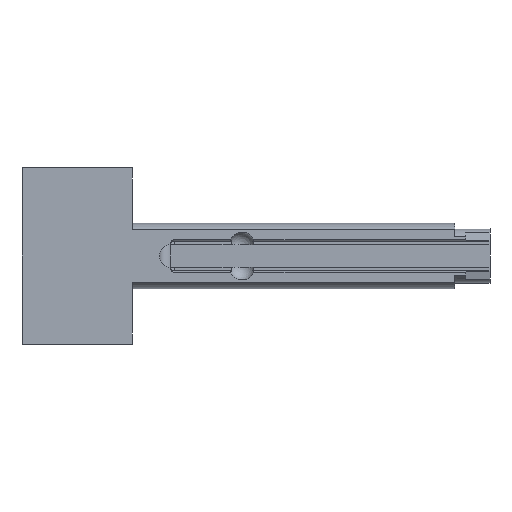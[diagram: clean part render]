
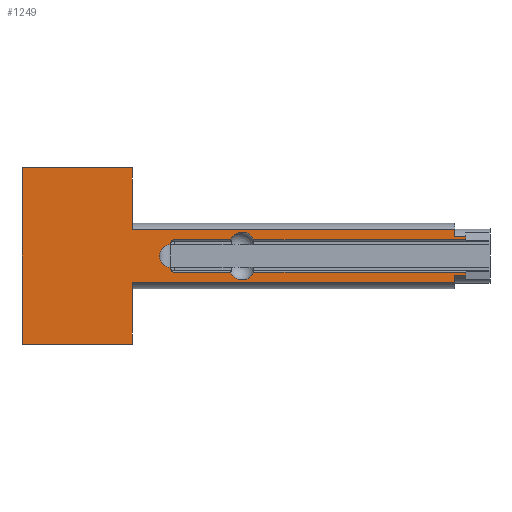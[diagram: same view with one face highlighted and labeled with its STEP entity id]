
A CAD part, left-side view. The second image highlights one B-rep face of the part: STEP entity #1249.
In plain terms, the highlighted planar face has unit normal (-1, 0, 0).
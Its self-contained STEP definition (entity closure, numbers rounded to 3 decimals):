
#19=ELLIPSE('',#1345,0.372,0.35);
#20=ELLIPSE('',#1348,0.372,0.35);
#61=FACE_OUTER_BOUND('',#129,.T.);
#129=EDGE_LOOP('',(#867,#868,#869,#870,#871,#872,#873,#874,#875,#876,#877,
#878,#879,#880,#881,#882,#883,#884,#885,#886,#887,#888,#889,#890,#891,#892,
#893,#894));
#187=LINE('',#1836,#321);
#188=LINE('',#1842,#322);
#191=LINE('',#1848,#325);
#196=LINE('',#1857,#330);
#197=LINE('',#1859,#331);
#200=LINE('',#1868,#334);
#203=LINE('',#1880,#337);
#205=LINE('',#1887,#339);
#207=LINE('',#1895,#341);
#212=LINE('',#1909,#346);
#218=LINE('',#1921,#352);
#219=LINE('',#1923,#353);
#220=LINE('',#1925,#354);
#221=LINE('',#1929,#355);
#222=LINE('',#1933,#356);
#223=LINE('',#1935,#357);
#224=LINE('',#1939,#358);
#225=LINE('',#1943,#359);
#226=LINE('',#1945,#360);
#227=LINE('',#1949,#361);
#228=LINE('',#1953,#362);
#229=LINE('',#1954,#363);
#321=VECTOR('',#1451,10.);
#322=VECTOR('',#1456,10.);
#325=VECTOR('',#1461,10.);
#330=VECTOR('',#1468,10.);
#331=VECTOR('',#1471,10.);
#334=VECTOR('',#1478,10.);
#337=VECTOR('',#1489,10.);
#339=VECTOR('',#1495,10.);
#341=VECTOR('',#1503,10.);
#346=VECTOR('',#1516,10.);
#352=VECTOR('',#1528,10.);
#353=VECTOR('',#1529,10.);
#354=VECTOR('',#1530,10.);
#355=VECTOR('',#1533,10.);
#356=VECTOR('',#1536,10.);
#357=VECTOR('',#1537,10.);
#358=VECTOR('',#1540,10.);
#359=VECTOR('',#1543,10.);
#360=VECTOR('',#1544,10.);
#361=VECTOR('',#1547,10.);
#362=VECTOR('',#1550,10.);
#363=VECTOR('',#1551,10.);
#465=CIRCLE('',#1344,1.164);
#466=CIRCLE('',#1346,0.95);
#467=CIRCLE('',#1347,0.95);
#468=CIRCLE('',#1349,1.164);
#497=VERTEX_POINT('',#1829);
#500=VERTEX_POINT('',#1834);
#502=VERTEX_POINT('',#1839);
#503=VERTEX_POINT('',#1841);
#505=VERTEX_POINT('',#1847);
#508=VERTEX_POINT('',#1855);
#511=VERTEX_POINT('',#1865);
#512=VERTEX_POINT('',#1867);
#517=VERTEX_POINT('',#1879);
#519=VERTEX_POINT('',#1885);
#520=VERTEX_POINT('',#1886);
#523=VERTEX_POINT('',#1894);
#532=VERTEX_POINT('',#1922);
#533=VERTEX_POINT('',#1924);
#534=VERTEX_POINT('',#1926);
#535=VERTEX_POINT('',#1928);
#536=VERTEX_POINT('',#1930);
#537=VERTEX_POINT('',#1932);
#538=VERTEX_POINT('',#1934);
#539=VERTEX_POINT('',#1936);
#540=VERTEX_POINT('',#1938);
#541=VERTEX_POINT('',#1940);
#542=VERTEX_POINT('',#1942);
#543=VERTEX_POINT('',#1944);
#544=VERTEX_POINT('',#1946);
#545=VERTEX_POINT('',#1948);
#546=VERTEX_POINT('',#1950);
#547=VERTEX_POINT('',#1952);
#624=EDGE_CURVE('',#497,#500,#187,.T.);
#626=EDGE_CURVE('',#503,#502,#188,.T.);
#629=EDGE_CURVE('',#503,#505,#191,.T.);
#634=EDGE_CURVE('',#500,#508,#196,.T.);
#635=EDGE_CURVE('',#505,#508,#197,.T.);
#639=EDGE_CURVE('',#512,#511,#200,.T.);
#645=EDGE_CURVE('',#517,#512,#203,.T.);
#648=EDGE_CURVE('',#519,#520,#205,.T.);
#652=EDGE_CURVE('',#523,#519,#207,.T.);
#660=EDGE_CURVE('',#520,#497,#212,.T.);
#666=EDGE_CURVE('',#517,#502,#218,.T.);
#667=EDGE_CURVE('',#511,#532,#219,.T.);
#668=EDGE_CURVE('',#532,#533,#220,.T.);
#669=EDGE_CURVE('',#533,#534,#465,.T.);
#670=EDGE_CURVE('',#534,#535,#221,.T.);
#671=EDGE_CURVE('',#536,#535,#19,.T.);
#672=EDGE_CURVE('',#536,#537,#222,.T.);
#673=EDGE_CURVE('',#537,#538,#223,.T.);
#674=EDGE_CURVE('',#539,#538,#466,.T.);
#675=EDGE_CURVE('',#539,#540,#224,.T.);
#676=EDGE_CURVE('',#541,#540,#467,.T.);
#677=EDGE_CURVE('',#541,#542,#225,.T.);
#678=EDGE_CURVE('',#542,#543,#226,.T.);
#679=EDGE_CURVE('',#544,#543,#20,.T.);
#680=EDGE_CURVE('',#544,#545,#227,.T.);
#681=EDGE_CURVE('',#545,#546,#468,.T.);
#682=EDGE_CURVE('',#546,#547,#228,.T.);
#683=EDGE_CURVE('',#547,#523,#229,.T.);
#867=ORIENTED_EDGE('',*,*,#652,.T.);
#868=ORIENTED_EDGE('',*,*,#648,.T.);
#869=ORIENTED_EDGE('',*,*,#660,.T.);
#870=ORIENTED_EDGE('',*,*,#624,.T.);
#871=ORIENTED_EDGE('',*,*,#634,.T.);
#872=ORIENTED_EDGE('',*,*,#635,.F.);
#873=ORIENTED_EDGE('',*,*,#629,.F.);
#874=ORIENTED_EDGE('',*,*,#626,.T.);
#875=ORIENTED_EDGE('',*,*,#666,.F.);
#876=ORIENTED_EDGE('',*,*,#645,.T.);
#877=ORIENTED_EDGE('',*,*,#639,.T.);
#878=ORIENTED_EDGE('',*,*,#667,.T.);
#879=ORIENTED_EDGE('',*,*,#668,.T.);
#880=ORIENTED_EDGE('',*,*,#669,.T.);
#881=ORIENTED_EDGE('',*,*,#670,.T.);
#882=ORIENTED_EDGE('',*,*,#671,.F.);
#883=ORIENTED_EDGE('',*,*,#672,.T.);
#884=ORIENTED_EDGE('',*,*,#673,.T.);
#885=ORIENTED_EDGE('',*,*,#674,.F.);
#886=ORIENTED_EDGE('',*,*,#675,.T.);
#887=ORIENTED_EDGE('',*,*,#676,.F.);
#888=ORIENTED_EDGE('',*,*,#677,.T.);
#889=ORIENTED_EDGE('',*,*,#678,.T.);
#890=ORIENTED_EDGE('',*,*,#679,.F.);
#891=ORIENTED_EDGE('',*,*,#680,.T.);
#892=ORIENTED_EDGE('',*,*,#681,.T.);
#893=ORIENTED_EDGE('',*,*,#682,.T.);
#894=ORIENTED_EDGE('',*,*,#683,.T.);
#1200=PLANE('',#1343);
#1249=ADVANCED_FACE('',(#61),#1200,.T.);
#1343=AXIS2_PLACEMENT_3D('',#1920,#1526,#1527);
#1344=AXIS2_PLACEMENT_3D('',#1927,#1531,#1532);
#1345=AXIS2_PLACEMENT_3D('',#1931,#1534,#1535);
#1346=AXIS2_PLACEMENT_3D('',#1937,#1538,#1539);
#1347=AXIS2_PLACEMENT_3D('',#1941,#1541,#1542);
#1348=AXIS2_PLACEMENT_3D('',#1947,#1545,#1546);
#1349=AXIS2_PLACEMENT_3D('',#1951,#1548,#1549);
#1451=DIRECTION('',(0.,0.,1.));
#1456=DIRECTION('',(0.,0.,1.));
#1461=DIRECTION('',(0.,1.,0.));
#1468=DIRECTION('',(0.,1.,0.));
#1471=DIRECTION('',(0.,0.,1.));
#1478=DIRECTION('',(0.,-1.,0.));
#1489=DIRECTION('',(0.,0.,1.));
#1495=DIRECTION('',(0.,0.,1.));
#1503=DIRECTION('',(0.,1.,0.));
#1516=DIRECTION('',(0.,1.,0.));
#1526=DIRECTION('center_axis',(-1.,0.,0.));
#1527=DIRECTION('ref_axis',(0.,0.,1.));
#1528=DIRECTION('',(0.,1.,0.));
#1529=DIRECTION('',(0.,0.,1.));
#1530=DIRECTION('',(0.,1.,0.));
#1531=DIRECTION('center_axis',(1.,0.,0.));
#1532=DIRECTION('ref_axis',(0.,0.,-1.));
#1533=DIRECTION('',(0.,1.,0.));
#1534=DIRECTION('center_axis',(-1.,0.,0.));
#1535=DIRECTION('ref_axis',(0.,0.,-1.));
#1536=DIRECTION('',(0.,0.,1.));
#1537=DIRECTION('',(0.,1.,0.));
#1538=DIRECTION('center_axis',(-1.,0.,0.));
#1539=DIRECTION('ref_axis',(0.,0.707,-0.707));
#1540=DIRECTION('',(0.,0.,1.));
#1541=DIRECTION('center_axis',(-1.,0.,0.));
#1542=DIRECTION('ref_axis',(0.,0.707,0.707));
#1543=DIRECTION('',(0.,-1.,0.));
#1544=DIRECTION('',(0.,0.,1.));
#1545=DIRECTION('center_axis',(-1.,0.,0.));
#1546=DIRECTION('ref_axis',(0.,0.,1.));
#1547=DIRECTION('',(0.,-1.,0.));
#1548=DIRECTION('center_axis',(1.,0.,0.));
#1549=DIRECTION('ref_axis',(0.,0.,-1.));
#1550=DIRECTION('',(0.,-1.,0.));
#1551=DIRECTION('',(0.,0.,1.));
#1829=CARTESIAN_POINT('',(-1.75,32.5,2.412));
#1834=CARTESIAN_POINT('',(-1.75,32.5,8.));
#1836=CARTESIAN_POINT('',(-1.75,32.5,-8.));
#1839=CARTESIAN_POINT('',(-1.75,32.5,-2.412));
#1841=CARTESIAN_POINT('',(-1.75,32.5,-8.));
#1842=CARTESIAN_POINT('',(-1.75,32.5,-8.));
#1847=CARTESIAN_POINT('',(-1.75,42.5,-8.));
#1848=CARTESIAN_POINT('',(-1.75,32.5,-8.));
#1855=CARTESIAN_POINT('',(-1.75,42.5,8.));
#1857=CARTESIAN_POINT('',(-1.75,32.5,8.));
#1859=CARTESIAN_POINT('',(-1.75,42.5,-8.));
#1865=CARTESIAN_POINT('',(-1.75,2.2,-1.75));
#1867=CARTESIAN_POINT('',(-1.75,3.2,-1.75));
#1868=CARTESIAN_POINT('',(-1.75,0.,-1.75));
#1879=CARTESIAN_POINT('',(-1.75,3.2,-2.412));
#1880=CARTESIAN_POINT('',(-1.75,3.2,-1.206));
#1885=CARTESIAN_POINT('',(-1.75,3.2,1.75));
#1886=CARTESIAN_POINT('',(-1.75,3.2,2.412));
#1887=CARTESIAN_POINT('',(-1.75,3.2,-1.206));
#1894=CARTESIAN_POINT('',(-1.75,2.2,1.75));
#1895=CARTESIAN_POINT('',(-1.75,0.,1.75));
#1909=CARTESIAN_POINT('',(-1.75,0.,2.412));
#1920=CARTESIAN_POINT('Origin',(-1.75,0.,-2.412));
#1921=CARTESIAN_POINT('',(-1.75,0.,-2.412));
#1922=CARTESIAN_POINT('',(-1.75,2.2,-1.489));
#1923=CARTESIAN_POINT('',(-1.75,2.2,-1.206));
#1924=CARTESIAN_POINT('',(-1.75,21.443,-1.489));
#1925=CARTESIAN_POINT('',(-1.75,0.,-1.489));
#1926=CARTESIAN_POINT('',(-1.75,23.557,-1.489));
#1927=CARTESIAN_POINT('Origin',(-1.75,22.5,-1.));
#1928=CARTESIAN_POINT('',(-1.75,28.65,-1.489));
#1929=CARTESIAN_POINT('',(-1.75,0.,-1.489));
#1930=CARTESIAN_POINT('',(-1.75,29.,-1.116));
#1931=CARTESIAN_POINT('Origin',(-1.75,28.65,-1.116));
#1932=CARTESIAN_POINT('',(-1.75,29.,-1.035));
#1933=CARTESIAN_POINT('',(-1.75,29.,-1.826));
#1934=CARTESIAN_POINT('',(-1.75,29.05,-1.035));
#1935=CARTESIAN_POINT('',(-1.75,0.,-1.035));
#1936=CARTESIAN_POINT('',(-1.75,30.,-0.085));
#1937=CARTESIAN_POINT('Origin',(-1.75,29.05,-0.085));
#1938=CARTESIAN_POINT('',(-1.75,30.,0.085));
#1939=CARTESIAN_POINT('',(-1.75,30.,-1.206));
#1940=CARTESIAN_POINT('',(-1.75,29.05,1.035));
#1941=CARTESIAN_POINT('Origin',(-1.75,29.05,0.085));
#1942=CARTESIAN_POINT('',(-1.75,29.,1.035));
#1943=CARTESIAN_POINT('',(-1.75,0.,1.035));
#1944=CARTESIAN_POINT('',(-1.75,29.,1.116));
#1945=CARTESIAN_POINT('',(-1.75,29.,-0.586));
#1946=CARTESIAN_POINT('',(-1.75,28.65,1.489));
#1947=CARTESIAN_POINT('Origin',(-1.75,28.65,1.116));
#1948=CARTESIAN_POINT('',(-1.75,23.557,1.489));
#1949=CARTESIAN_POINT('',(-1.75,0.,1.489));
#1950=CARTESIAN_POINT('',(-1.75,21.443,1.489));
#1951=CARTESIAN_POINT('Origin',(-1.75,22.5,1.));
#1952=CARTESIAN_POINT('',(-1.75,2.2,1.489));
#1953=CARTESIAN_POINT('',(-1.75,0.,1.489));
#1954=CARTESIAN_POINT('',(-1.75,2.2,-1.206));
